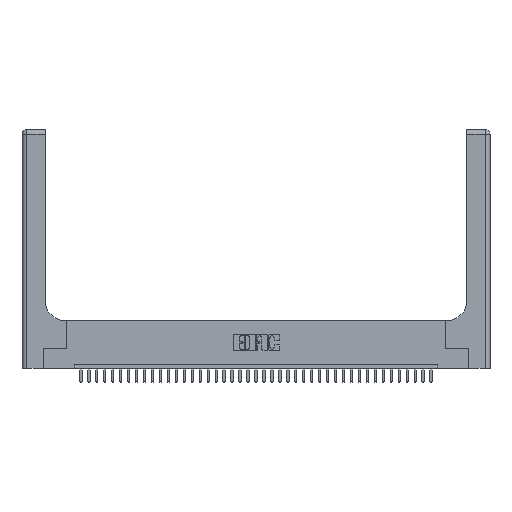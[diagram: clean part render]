
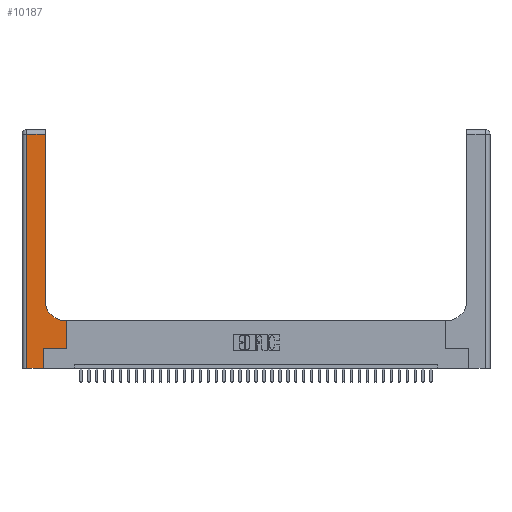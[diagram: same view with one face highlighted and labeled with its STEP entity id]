
A CAD part, top view. The second image highlights one B-rep face of the part: STEP entity #10187.
In plain terms, the highlighted planar face has unit normal (0, 0, 1).
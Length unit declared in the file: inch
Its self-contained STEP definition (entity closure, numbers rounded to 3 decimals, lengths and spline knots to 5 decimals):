
#927 = EDGE_LOOP ( 'NONE', ( #7868, #9627, #30179, #11824, #8301, #20609, #5734, #34005, #4263 ) ) ;
#1202 = VECTOR ( 'NONE', #15553, 39.37008 ) ;
#2418 = VERTEX_POINT ( 'NONE', #3954 ) ;
#2495 = VECTOR ( 'NONE', #20951, 39.37008 ) ;
#2727 = DIRECTION ( 'NONE',  ( -1., 0., 0. ) ) ;
#3137 = AXIS2_PLACEMENT_3D ( 'NONE', #38433, #35705, #2727 ) ;
#3836 = CARTESIAN_POINT ( 'NONE',  ( 0.2915, 0.6, 0.37 ) ) ;
#3918 = VERTEX_POINT ( 'NONE', #20412 ) ;
#3954 = CARTESIAN_POINT ( 'NONE',  ( 0.5585, 0.6, 0.37 ) ) ;
#4263 = ORIENTED_EDGE ( 'NONE', *, *, #36294, .T. ) ;
#5361 = VECTOR ( 'NONE', #14242, 39.37008 ) ;
#5605 = VERTEX_POINT ( 'NONE', #7396 ) ;
#5734 = ORIENTED_EDGE ( 'NONE', *, *, #11442, .T. ) ;
#7111 = VERTEX_POINT ( 'NONE', #7579 ) ;
#7396 = CARTESIAN_POINT ( 'NONE',  ( 0.06, 2.94, 0.37 ) ) ;
#7579 = CARTESIAN_POINT ( 'NONE',  ( 0.06, 0., 0.37 ) ) ;
#7868 = ORIENTED_EDGE ( 'NONE', *, *, #18239, .T. ) ;
#8134 = FACE_OUTER_BOUND ( 'NONE', #927, .T. ) ;
#8301 = ORIENTED_EDGE ( 'NONE', *, *, #38306, .T. ) ;
#8610 = CARTESIAN_POINT ( 'NONE',  ( 0., 0., 0.37 ) ) ;
#8788 = CARTESIAN_POINT ( 'NONE',  ( 0.5415, 0.6, 0.37 ) ) ;
#8940 = LINE ( 'NONE', #3836, #32457 ) ;
#9512 = PLANE ( 'NONE',  #3137 ) ;
#9627 = ORIENTED_EDGE ( 'NONE', *, *, #37697, .T. ) ;
#9646 = EDGE_CURVE ( 'NONE', #37247, #30735, #37192, .T. ) ;
#9788 = CARTESIAN_POINT ( 'NONE',  ( 0.2915, 3., 0.37 ) ) ;
#10187 = ADVANCED_FACE ( 'NONE', ( #8134 ), #9512, .F. ) ;
#10659 = VECTOR ( 'NONE', #11622, 39.37008 ) ;
#11053 = CARTESIAN_POINT ( 'NONE',  ( 0.5415, 0.85, 0.37 ) ) ;
#11442 = EDGE_CURVE ( 'NONE', #30735, #2418, #32875, .T. ) ;
#11559 = EDGE_CURVE ( 'NONE', #2418, #34296, #8940, .T. ) ;
#11622 = DIRECTION ( 'NONE',  ( 1., 0., 0. ) ) ;
#11824 = ORIENTED_EDGE ( 'NONE', *, *, #17806, .T. ) ;
#12016 = LINE ( 'NONE', #8610, #10659 ) ;
#12049 = AXIS2_PLACEMENT_3D ( 'NONE', #11053, #32026, #37979 ) ;
#12301 = CARTESIAN_POINT ( 'NONE',  ( 0.269, 0., 0.37 ) ) ;
#13177 = DIRECTION ( 'NONE',  ( 0., 1., 0. ) ) ;
#13755 = CARTESIAN_POINT ( 'NONE',  ( 0.269, 0., 0.37 ) ) ;
#14242 = DIRECTION ( 'NONE',  ( 1., 0., 0. ) ) ;
#15553 = DIRECTION ( 'NONE',  ( 0., -1., 0. ) ) ;
#16635 = CIRCLE ( 'NONE', #12049, 0.25 ) ;
#17806 = EDGE_CURVE ( 'NONE', #7111, #26274, #12016, .T. ) ;
#18239 = EDGE_CURVE ( 'NONE', #3918, #26842, #22301, .T. ) ;
#19997 = CARTESIAN_POINT ( 'NONE',  ( 0.269, 0.25, 0.37 ) ) ;
#20412 = CARTESIAN_POINT ( 'NONE',  ( 0.2915, 0.85, 0.37 ) ) ;
#20609 = ORIENTED_EDGE ( 'NONE', *, *, #9646, .T. ) ;
#20713 = CARTESIAN_POINT ( 'NONE',  ( 0.5585, 0.25, 0.37 ) ) ;
#20843 = CARTESIAN_POINT ( 'NONE',  ( 0.5585, 0.25, 0.37 ) ) ;
#20951 = DIRECTION ( 'NONE',  ( 0., 1., 0. ) ) ;
#21787 = LINE ( 'NONE', #38624, #1202 ) ;
#22301 = LINE ( 'NONE', #9788, #36329 ) ;
#24125 = DIRECTION ( 'NONE',  ( 0., 1., 0. ) ) ;
#25240 = CARTESIAN_POINT ( 'NONE',  ( 0.2915, 2.94, 0.37 ) ) ;
#26274 = VERTEX_POINT ( 'NONE', #13755 ) ;
#26842 = VERTEX_POINT ( 'NONE', #25240 ) ;
#30179 = ORIENTED_EDGE ( 'NONE', *, *, #35962, .T. ) ;
#30308 = CARTESIAN_POINT ( 'NONE',  ( 0., 2.94, 0.37 ) ) ;
#30735 = VERTEX_POINT ( 'NONE', #20713 ) ;
#30998 = VECTOR ( 'NONE', #24125, 39.37008 ) ;
#32026 = DIRECTION ( 'NONE',  ( 0., 0., -1. ) ) ;
#32457 = VECTOR ( 'NONE', #33338, 39.37008 ) ;
#32875 = LINE ( 'NONE', #20843, #30998 ) ;
#32969 = LINE ( 'NONE', #30308, #36686 ) ;
#33338 = DIRECTION ( 'NONE',  ( -1., 0., 0. ) ) ;
#34005 = ORIENTED_EDGE ( 'NONE', *, *, #11559, .T. ) ;
#34296 = VERTEX_POINT ( 'NONE', #8788 ) ;
#34384 = LINE ( 'NONE', #12301, #2495 ) ;
#35705 = DIRECTION ( 'NONE',  ( 0., 0., -1. ) ) ;
#35962 = EDGE_CURVE ( 'NONE', #5605, #7111, #21787, .T. ) ;
#36290 = DIRECTION ( 'NONE',  ( -1., 0., 0. ) ) ;
#36294 = EDGE_CURVE ( 'NONE', #34296, #3918, #16635, .T. ) ;
#36329 = VECTOR ( 'NONE', #13177, 39.37008 ) ;
#36686 = VECTOR ( 'NONE', #36290, 39.37008 ) ;
#37192 = LINE ( 'NONE', #19997, #5361 ) ;
#37247 = VERTEX_POINT ( 'NONE', #37260 ) ;
#37260 = CARTESIAN_POINT ( 'NONE',  ( 0.269, 0.25, 0.37 ) ) ;
#37697 = EDGE_CURVE ( 'NONE', #26842, #5605, #32969, .T. ) ;
#37979 = DIRECTION ( 'NONE',  ( 1., 0., 0. ) ) ;
#38306 = EDGE_CURVE ( 'NONE', #26274, #37247, #34384, .T. ) ;
#38433 = CARTESIAN_POINT ( 'NONE',  ( 0., 3., 0.37 ) ) ;
#38624 = CARTESIAN_POINT ( 'NONE',  ( 0.06, 3., 0.37 ) ) ;
